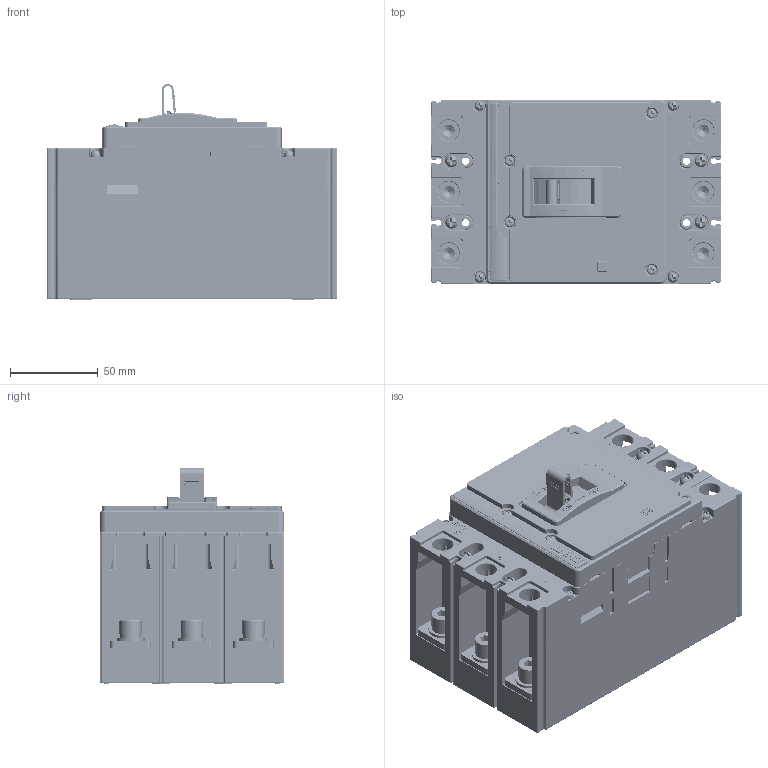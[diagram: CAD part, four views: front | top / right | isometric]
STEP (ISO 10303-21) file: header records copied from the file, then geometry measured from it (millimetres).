
FILE_DESCRIPTION((''),'2;1');
FILE_NAME('NXM-250H-3P_ASM','2019-10-25T',('ckuo'),(''),'CREO PARAMETRIC BY PTC INC, 2018070','CREO PARAMETRIC BY PTC INC, 2018070','');
FILE_SCHEMA(('CONFIG_CONTROL_DESIGN'));
Products named in the file (128): 8ZTD253666-1; 3PZONGZHUANG20190227_87-7; 3PZONGZHUANG20190227_87-18; 3PZONGZHUANG20190227_87-29; 3PZONGZHUANG20190227_87-40; 3PZONGZHUANG20190227_87-51; 3PZONGZHUANG20190_124-62; 3PZONGZHUANG20190227_97-73; 3PZONGZHUANG201902_119-84; 3PZONGZHUANG20190_124-95; 3PZONGZHUANG20190227_97-106; 3PZONGZHUANG201902_119-117; 3PZONGZHUANG20190_124-128; 3PZONGZHUANG20190227_97-139; 3PZONGZHUANG201902_119-150; 3PZONGZHUANG20190_124-161; 3PZONGZHUANG20190227_97-172; 3PZONGZHUANG201902_119-183; 3PZONGZHUANG20190_124-194; 3PZONGZHUANG20190227_97-205; 3PZONGZHUANG201902_119-216; 3PZONGZHUANG20190_124-227; 3PZONGZHUANG20190227_97-238; 3PZONGZHUANG201902_119-249; 8-585-1173-JLJB_SOLID_1-199-260; 8-585-1173-JLJB_SOLID_1-199-271; 8-585-1190-LJB_SOLID_1-1995-282; 8-585-1190-LJB_SOLID_1-1995-293; 3PZONGZHUANG20190_125-230943; MANIFOLD_SOLID_BREP_200046; 3PZONGZHUANG20_155; 8-024-633-3PJZ_QUILT_3; 8-024-633-3PJZ_QUILT_2; 8-024-633-3PJZ_QUILT_1; 8-024-633-3PJZ_SOLID_1; 3PZONGZHUANG20_154; 3PZONGZHUANG20_153; 3PZONGZHUANG20_152; 3PZONGZHUANG20_151; 3PZONGZHUANG20_150 ...
Assembly tree (127 placements, depth 3):
  NXM-250H-3P_ASM
    NXM-250H-3P_1_ASM
      8ZTD253666-1
      3PZONGZHUANG20190227_87-7
      3PZONGZHUANG20190227_87-18
      3PZONGZHUANG20190227_87-29
      3PZONGZHUANG20190227_87-40
      3PZONGZHUANG20190227_87-51
      3PZONGZHUANG20190_124-62
      3PZONGZHUANG20190227_97-73
      3PZONGZHUANG201902_119-84
      3PZONGZHUANG20190_124-95
      3PZONGZHUANG20190227_97-106
      3PZONGZHUANG201902_119-117
      3PZONGZHUANG20190_124-128
      3PZONGZHUANG20190227_97-139
      3PZONGZHUANG201902_119-150
      3PZONGZHUANG20190_124-161
      3PZONGZHUANG20190227_97-172
      3PZONGZHUANG201902_119-183
      3PZONGZHUANG20190_124-194
      3PZONGZHUANG20190227_97-205
      3PZONGZHUANG201902_119-216
      3PZONGZHUANG20190_124-227
      3PZONGZHUANG20190227_97-238
      3PZONGZHUANG201902_119-249
      8-585-1173-JLJB_SOLID_1-199-260
      8-585-1173-JLJB_SOLID_1-199-271
      8-585-1190-LJB_SOLID_1-1995-282
      8-585-1190-LJB_SOLID_1-1995-293
      3PZONGZHUANG20190_125-230943
      MANIFOLD_SOLID_BREP_200046
      3PZONGZHUANG20_155
      8-024-633-3PJZ_QUILT_3
      8-024-633-3PJZ_QUILT_2
      8-024-633-3PJZ_QUILT_1
      8-024-633-3PJZ_SOLID_1
      3PZONGZHUANG20_154
      3PZONGZHUANG20_153
      3PZONGZHUANG20_152
      3PZONGZHUANG20_151
      3PZONGZHUANG20_150
      3PZONGZHUANG201_149
      3PZONGZHUANG201_148
      3PZONGZHUANG201_147
      3PZONGZHUANG201_146
      3PZONGZHUANG201_145
      3PZONGZHUANG201_144
      3PZONGZHUANG201_143
      3PZONGZHUANG201_142
      3PZONGZHUANG201_141
      BREP_1
      3PZONGZHUANG201_140
      3PZONGZHUANG2019_139
      3PZONGZHUANG2019_138
      3PZONGZHUANG2019_137
      8-282-523
      3PZONGZHUANG2019_136
      3PZONGZHUANG2019_135
      8ZTD-150-009G-199628
Bounding box: 165 x 105 x 122.99 mm (x, y, z)
Volume: 243818.3 mm3; surface area: 397745.8 mm2
Topology: 121 solids, 126 shells, 6737 faces, 18549 edges, 12021 vertices
Faces by surface type: plane 3482, cylinder 1963, torus 574, cone 363, sphere 202, extrusion 86, bspline 67
Entity records: 282925 total; most frequent: CARTESIAN_POINT 57917, DIRECTION 37706, ORIENTED_EDGE 36577, EDGE_CURVE 18296, AXIS2_PLACEMENT_3D 13587, VERTEX_POINT 12016, VECTOR 10532, LINE 10446
